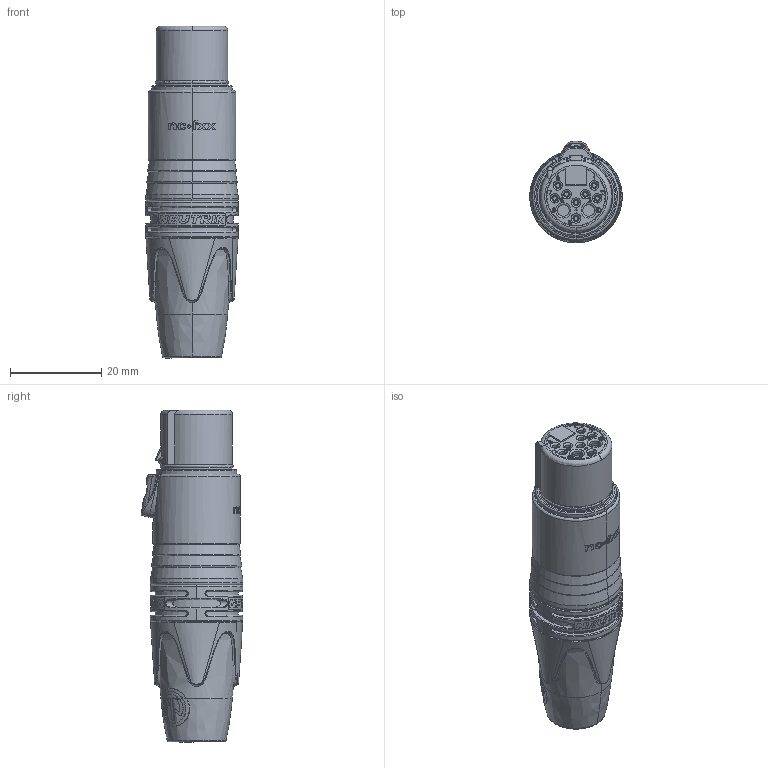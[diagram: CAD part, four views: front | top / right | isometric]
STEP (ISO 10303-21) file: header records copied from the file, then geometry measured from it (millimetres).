
FILE_DESCRIPTION((''),'2;1');
FILE_NAME('30010872','2023-08-18T10:32:21',('SYSTEM'),(''),'CREO PARAMETRIC BY PTC INC, 2021184','CREO PARAMETRIC BY PTC INC, 2021184','');
FILE_SCHEMA(('CONFIG_CONTROL_DESIGN'));
Products named in the file (1): 30010872
Bounding box: 20.33 x 22.36 x 72.94 mm (x, y, z)
Volume: 18110.6 mm3; surface area: 6421.1 mm2
Topology: 4 solids, 5 shells, 1317 faces, 3444 edges, 2227 vertices
Faces by surface type: plane 697, bspline 186, cylinder 158, extrusion 112, cone 85, torus 68, sphere 9, revolution 2
Entity records: 55820 total; most frequent: CARTESIAN_POINT 25155, ORIENTED_EDGE 6886, DIRECTION 5461, EDGE_CURVE 3443, VERTEX_POINT 2227, VECTOR 1931, LINE 1819, AXIS2_PLACEMENT_3D 1764
